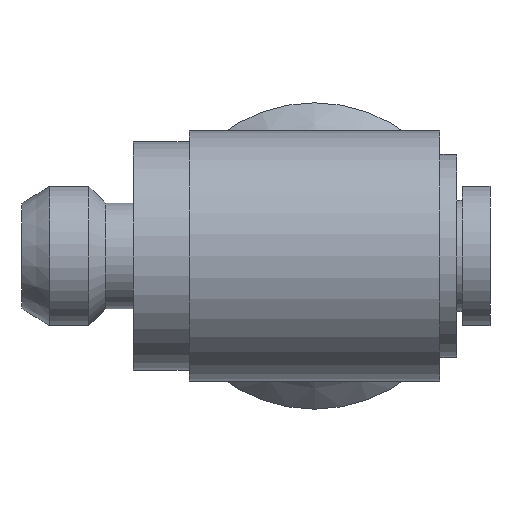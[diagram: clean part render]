
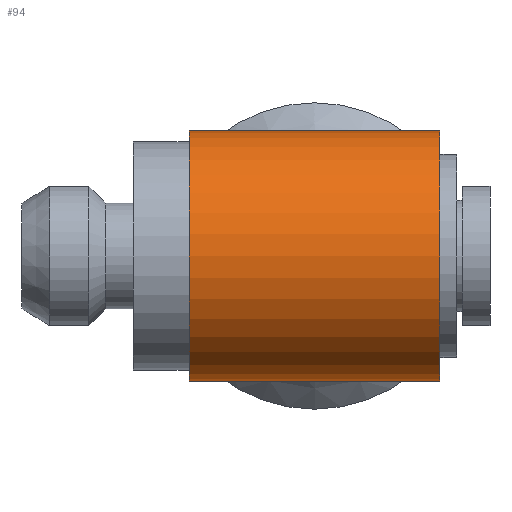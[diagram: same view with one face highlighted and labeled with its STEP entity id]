
A CAD part, front view. The second image highlights one B-rep face of the part: STEP entity #94.
In plain terms, the highlighted cylindrical face has radius 4.5 mm (diameter 9 mm), a full revolution.
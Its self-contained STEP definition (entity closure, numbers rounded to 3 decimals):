
#94 = ADVANCED_FACE( '', ( #224, #225, #226 ), #227, .T. );
#224 = FACE_OUTER_BOUND( '', #402, .T. );
#225 = FACE_BOUND( '', #403, .T. );
#226 = FACE_OUTER_BOUND( '', #404, .T. );
#227 = CYLINDRICAL_SURFACE( '', #405, 4.5 );
#402 = EDGE_LOOP( '', ( #607 ) );
#403 = EDGE_LOOP( '', ( #608 ) );
#404 = EDGE_LOOP( '', ( #609 ) );
#405 = AXIS2_PLACEMENT_3D( '', #610, #611, #612 );
#607 = ORIENTED_EDGE( '', *, *, #855, .F. );
#608 = ORIENTED_EDGE( '', *, *, #877, .F. );
#609 = ORIENTED_EDGE( '', *, *, #888, .T. );
#610 = CARTESIAN_POINT( '', ( 5.1, 0., 0. ) );
#611 = DIRECTION( '', ( -1., 0., 0. ) );
#612 = DIRECTION( '', ( 0., 0., -1. ) );
#855 = EDGE_CURVE( '', #974, #974, #975, .T. );
#877 = EDGE_CURVE( '', #1011, #1011, #1012, .T. );
#888 = EDGE_CURVE( '', #1029, #1029, #1030, .T. );
#974 = VERTEX_POINT( '', #1140 );
#975 = CIRCLE( '', #1141, 4.5 );
#1011 = VERTEX_POINT( '', #1181 );
#1012 = B_SPLINE_CURVE_WITH_KNOTS( '', 3, ( #1182, #1183, #1184, #1185, #1186, #1187, #1188, #1189, #1190, #1191, #1192, #1193, #1194, #1195, #1196, #1197, #1198, #1199, #1200, #1201, #1202, #1203, #1204, #1205, #1206, #1207, #1208, #1209, #1210, #1211, #1212, #1213, #1214, #1215, #1216, #1217, #1218, #1219, #1220, #1221, #1222, #1223, #1224, #1225, #1226, #1227, #1228, #1229, #1230, #1231, #1232, #1233, #1234, #1235, #1236, #1237, #1238, #1239, #1240, #1241, #1242, #1243, #1244, #1245, #1246, #1247, #1248, #1249, #1250, #1251, #1252, #1253, #1254, #1255, #1256, #1257, #1258, #1259, #1260, #1261, #1262, #1263 ), .UNSPECIFIED., .T., .F., ( 2, 2, 2, 2, 2, 2, 2, 2, 2, 2, 2, 2, 2, 2, 2, 2, 2, 2, 2, 2, 2, 2, 2, 2, 2, 2, 2, 2, 2, 2, 2, 2, 2, 2, 2, 2, 2, 2, 2, 2, 2, 2, 2 ), ( 0., 0., 0., 0.001, 0.002, 0.003, 0.003, 0.004, 0.005, 0.006, 0.006, 0.007, 0.008, 0.008, 0.009, 0.01, 0.011, 0.012, 0.012, 0.013, 0.013, 0.014, 0.014, 0.014, 0.015, 0.016, 0.017, 0.018, 0.019, 0.019, 0.02, 0.02, 0.021, 0.021, 0.022, 0.023, 0.024, 0.025, 0.025, 0.026, 0.027, 0.027, 0.028 ), .UNSPECIFIED. );
#1029 = VERTEX_POINT( '', #1309 );
#1030 = CIRCLE( '', #1310, 4.5 );
#1140 = CARTESIAN_POINT( '', ( 4.5, 0., -4.5 ) );
#1141 = AXIS2_PLACEMENT_3D( '', #1482, #1483, #1484 );
#1181 = CARTESIAN_POINT( '', ( 0., 2.062, 4. ) );
#1182 = CARTESIAN_POINT( '', ( -0.144, 2.062, 4. ) );
#1183 = CARTESIAN_POINT( '', ( 0.144, 2.062, 4. ) );
#1184 = CARTESIAN_POINT( '', ( 0.285, 2.077, 3.992 ) );
#1185 = CARTESIAN_POINT( '', ( 0.562, 2.132, 3.963 ) );
#1186 = CARTESIAN_POINT( '', ( 0.698, 2.173, 3.941 ) );
#1187 = CARTESIAN_POINT( '', ( 1.092, 2.32, 3.857 ) );
#1188 = CARTESIAN_POINT( '', ( 1.333, 2.448, 3.78 ) );
#1189 = CARTESIAN_POINT( '', ( 1.792, 2.725, 3.585 ) );
#1190 = CARTESIAN_POINT( '', ( 2.006, 2.873, 3.469 ) );
#1191 = CARTESIAN_POINT( '', ( 2.408, 3.167, 3.203 ) );
#1192 = CARTESIAN_POINT( '', ( 2.596, 3.314, 3.053 ) );
#1193 = CARTESIAN_POINT( '', ( 2.951, 3.598, 2.712 ) );
#1194 = CARTESIAN_POINT( '', ( 3.116, 3.735, 2.521 ) );
#1195 = CARTESIAN_POINT( '', ( 3.41, 3.984, 2.107 ) );
#1196 = CARTESIAN_POINT( '', ( 3.541, 4.097, 1.88 ) );
#1197 = CARTESIAN_POINT( '', ( 3.761, 4.289, 1.388 ) );
#1198 = CARTESIAN_POINT( '', ( 3.847, 4.365, 1.13 ) );
#1199 = CARTESIAN_POINT( '', ( 3.937, 4.444, 0.719 ) );
#1200 = CARTESIAN_POINT( '', ( 3.961, 4.465, 0.578 ) );
#1201 = CARTESIAN_POINT( '', ( 3.991, 4.492, 0.297 ) );
#1202 = CARTESIAN_POINT( '', ( 3.999, 4.499, 0.156 ) );
#1203 = CARTESIAN_POINT( '', ( 4.001, 4.501, -0.267 ) );
#1204 = CARTESIAN_POINT( '', ( 3.971, 4.474, -0.555 ) );
#1205 = CARTESIAN_POINT( '', ( 3.855, 4.372, -1.101 ) );
#1206 = CARTESIAN_POINT( '', ( 3.769, 4.296, -1.366 ) );
#1207 = CARTESIAN_POINT( '', ( 3.552, 4.107, -1.858 ) );
#1208 = CARTESIAN_POINT( '', ( 3.423, 3.995, -2.085 ) );
#1209 = CARTESIAN_POINT( '', ( 3.127, 3.745, -2.507 ) );
#1210 = CARTESIAN_POINT( '', ( 2.965, 3.61, -2.696 ) );
#1211 = CARTESIAN_POINT( '', ( 2.614, 3.328, -3.037 ) );
#1212 = CARTESIAN_POINT( '', ( 2.425, 3.18, -3.19 ) );
#1213 = CARTESIAN_POINT( '', ( 2.02, 2.883, -3.461 ) );
#1214 = CARTESIAN_POINT( '', ( 1.808, 2.736, -3.577 ) );
#1215 = CARTESIAN_POINT( '', ( 1.468, 2.529, -3.723 ) );
#1216 = CARTESIAN_POINT( '', ( 1.352, 2.463, -3.767 ) );
#1217 = CARTESIAN_POINT( '', ( 1.109, 2.339, -3.845 ) );
#1218 = CARTESIAN_POINT( '', ( 0.982, 2.28, -3.88 ) );
#1219 = CARTESIAN_POINT( '', ( 0.719, 2.18, -3.937 ) );
#1220 = CARTESIAN_POINT( '', ( 0.585, 2.139, -3.959 ) );
#1221 = CARTESIAN_POINT( '', ( 0.307, 2.08, -3.991 ) );
#1222 = CARTESIAN_POINT( '', ( 0.162, 2.063, -3.999 ) );
#1223 = CARTESIAN_POINT( '', ( -0.122, 2.06, -4.001 ) );
#1224 = CARTESIAN_POINT( '', ( -0.264, 2.074, -3.994 ) );
#1225 = CARTESIAN_POINT( '', ( -0.545, 2.128, -3.965 ) );
#1226 = CARTESIAN_POINT( '', ( -0.681, 2.168, -3.944 ) );
#1227 = CARTESIAN_POINT( '', ( -1.075, 2.312, -3.862 ) );
#1228 = CARTESIAN_POINT( '', ( -1.322, 2.442, -3.784 ) );
#1229 = CARTESIAN_POINT( '', ( -1.78, 2.718, -3.591 ) );
#1230 = CARTESIAN_POINT( '', ( -1.994, 2.865, -3.476 ) );
#1231 = CARTESIAN_POINT( '', ( -2.4, 3.16, -3.21 ) );
#1232 = CARTESIAN_POINT( '', ( -2.592, 3.31, -3.056 ) );
#1233 = CARTESIAN_POINT( '', ( -2.946, 3.594, -2.717 ) );
#1234 = CARTESIAN_POINT( '', ( -3.109, 3.73, -2.53 ) );
#1235 = CARTESIAN_POINT( '', ( -3.405, 3.98, -2.115 ) );
#1236 = CARTESIAN_POINT( '', ( -3.538, 4.095, -1.884 ) );
#1237 = CARTESIAN_POINT( '', ( -3.703, 4.238, -1.518 ) );
#1238 = CARTESIAN_POINT( '', ( -3.752, 4.281, -1.392 ) );
#1239 = CARTESIAN_POINT( '', ( -3.839, 4.358, -1.132 ) );
#1240 = CARTESIAN_POINT( '', ( -3.877, 4.391, -0.996 ) );
#1241 = CARTESIAN_POINT( '', ( -3.967, 4.471, -0.585 ) );
#1242 = CARTESIAN_POINT( '', ( -3.999, 4.499, -0.305 ) );
#1243 = CARTESIAN_POINT( '', ( -4.001, 4.501, 0.124 ) );
#1244 = CARTESIAN_POINT( '', ( -3.994, 4.494, 0.268 ) );
#1245 = CARTESIAN_POINT( '', ( -3.964, 4.468, 0.551 ) );
#1246 = CARTESIAN_POINT( '', ( -3.943, 4.449, 0.69 ) );
#1247 = CARTESIAN_POINT( '', ( -3.856, 4.372, 1.101 ) );
#1248 = CARTESIAN_POINT( '', ( -3.769, 4.295, 1.367 ) );
#1249 = CARTESIAN_POINT( '', ( -3.552, 4.106, 1.859 ) );
#1250 = CARTESIAN_POINT( '', ( -3.42, 3.992, 2.091 ) );
#1251 = CARTESIAN_POINT( '', ( -3.125, 3.743, 2.509 ) );
#1252 = CARTESIAN_POINT( '', ( -2.963, 3.608, 2.698 ) );
#1253 = CARTESIAN_POINT( '', ( -2.609, 3.324, 3.042 ) );
#1254 = CARTESIAN_POINT( '', ( -2.417, 3.174, 3.196 ) );
#1255 = CARTESIAN_POINT( '', ( -2.013, 2.878, 3.465 ) );
#1256 = CARTESIAN_POINT( '', ( -1.8, 2.73, 3.581 ) );
#1257 = CARTESIAN_POINT( '', ( -1.341, 2.452, 3.777 ) );
#1258 = CARTESIAN_POINT( '', ( -1.096, 2.322, 3.856 ) );
#1259 = CARTESIAN_POINT( '', ( -0.702, 2.174, 3.94 ) );
#1260 = CARTESIAN_POINT( '', ( -0.565, 2.133, 3.962 ) );
#1261 = CARTESIAN_POINT( '', ( -0.286, 2.077, 3.992 ) );
#1262 = CARTESIAN_POINT( '', ( -0.144, 2.062, 4. ) );
#1263 = CARTESIAN_POINT( '', ( 0.144, 2.062, 4. ) );
#1309 = CARTESIAN_POINT( '', ( -4.5, 0., -4.5 ) );
#1310 = AXIS2_PLACEMENT_3D( '', #1528, #1529, #1530 );
#1482 = CARTESIAN_POINT( '', ( 4.5, 0., 0. ) );
#1483 = DIRECTION( '', ( 1., 0., 0. ) );
#1484 = DIRECTION( '', ( 0., 0., -1. ) );
#1528 = CARTESIAN_POINT( '', ( -4.5, 0., 0. ) );
#1529 = DIRECTION( '', ( 1., 0., 0. ) );
#1530 = DIRECTION( '', ( 0., 0., -1. ) );
